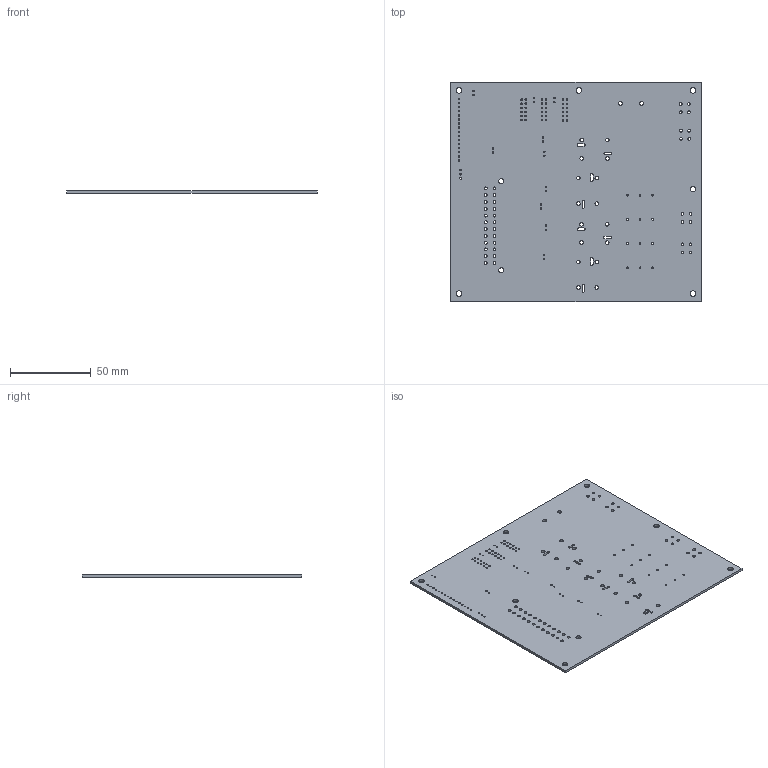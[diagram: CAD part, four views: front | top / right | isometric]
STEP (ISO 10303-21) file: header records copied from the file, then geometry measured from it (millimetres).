
FILE_DESCRIPTION(('KiCad electronic assembly'),'2;1');
FILE_NAME('FullSchematic.step','2023-09-17T16:34:23',('Pcbnew'),('Kicad' ),'Open CASCADE STEP processor 7.6','KiCad to STEP converter', 'Unknown');
FILE_SCHEMA(('AUTOMOTIVE_DESIGN { 1 0 10303 214 1 1 1 1 }'));
Length unit declared in the file: millimetre
Products named in the file (2): FullSchematic 1; FullSchematic PCB
Assembly tree (1 placements, depth 2):
  FullSchematic 1
    FullSchematic PCB
Bounding box: 155 x 136 x 1.58 mm (x, y, z)
Volume: 32735.7 mm3; surface area: 43597.5 mm2
Topology: 1 solids, 1 shells, 399 faces, 1191 edges, 794 vertices
Faces by surface type: plane 246, cylinder 153
Full cylindrical faces by diameter (mm): 0.8 x20, 0.88 x16, 0.96 x3, 1 x36, 1.05 x12, 1.7 x16, 1.8 x24, 2.24 x16, 2.38 x2, 3.2 x2, 3.5 x6
Entity records: 30523 total; most frequent: CARTESIAN_POINT 6604, DIRECTION 4375, LINE 2961, VECTOR 2961, ORIENTED_EDGE 2382, PCURVE 2382, DEFINITIONAL_REPRESENTATION 2382, EDGE_CURVE 1191
